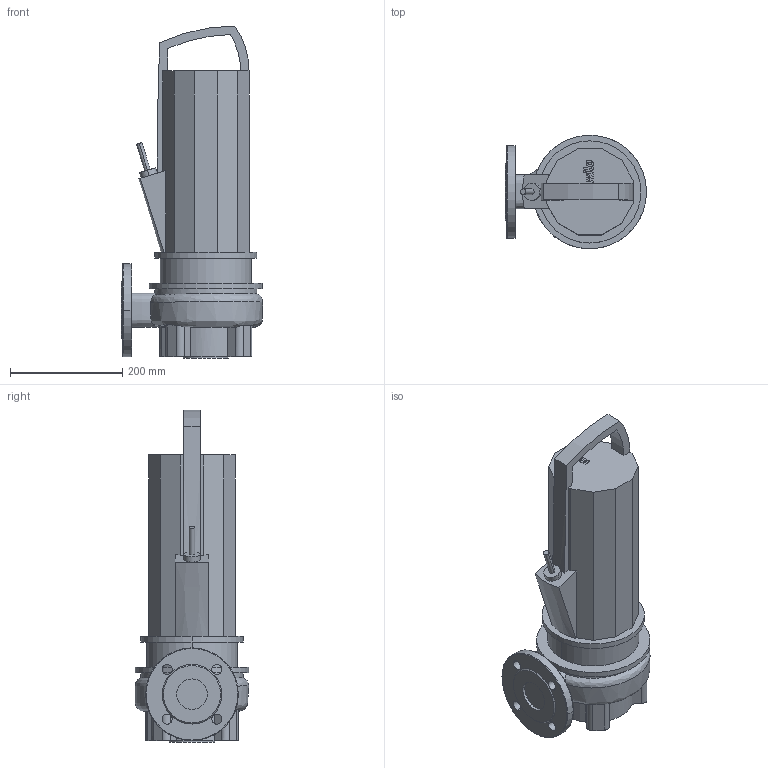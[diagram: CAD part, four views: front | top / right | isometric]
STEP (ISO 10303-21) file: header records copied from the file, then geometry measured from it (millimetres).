
FILE_DESCRIPTION((''),'2;1');
FILE_NAME('3d_PROV05DA-228_EAD1X2-T0039-540-O-6064727.stp','2016-08-05T07:42:46',(''),(''),'Mechanical Desktop 2009','Mechanical Desktop 2009',', , ');
FILE_SCHEMA(('CONFIG_CONTROL_DESIGN'));
Length unit declared in the file: millimetre
Products named in the file (1): Product
Bounding box: 251 x 202 x 591 mm (x, y, z)
Volume: 11619079.2 mm3; surface area: 489028.4 mm2
Topology: 8 solids, 8 shells, 160 faces, 431 edges, 291 vertices
Faces by surface type: bspline 58, plane 50, cylinder 45, torus 4, cone 3
Full cylindrical faces by diameter (mm): 182 x1
Entity records: 9660 total; most frequent: CARTESIAN_POINT 5786, ORIENTED_EDGE 862, DIRECTION 641, EDGE_CURVE 431, VERTEX_POINT 291, VECTOR 229, LINE 229, AXIS2_PLACEMENT_3D 206
